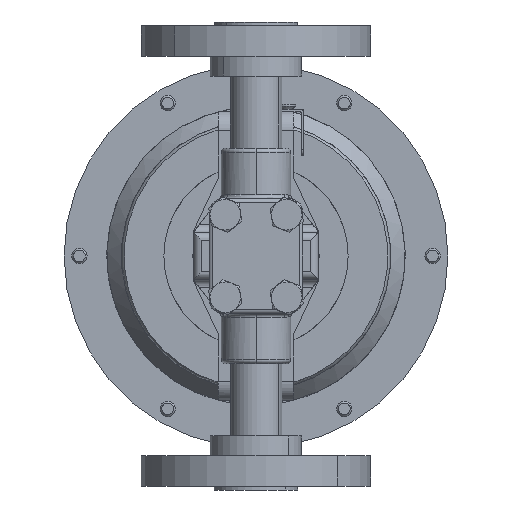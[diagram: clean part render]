
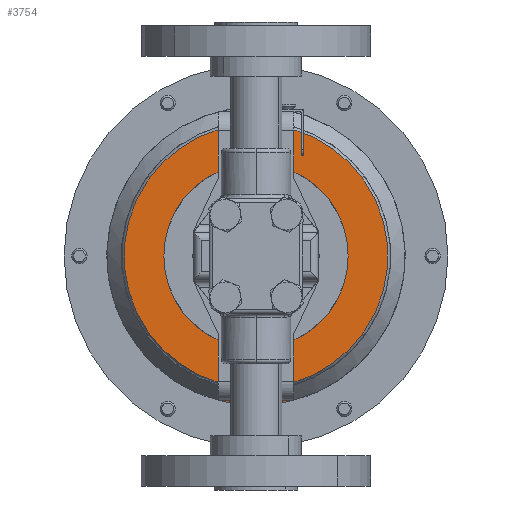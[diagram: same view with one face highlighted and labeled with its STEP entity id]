
A CAD part, front view. The second image highlights one B-rep face of the part: STEP entity #3754.
In plain terms, the highlighted planar face has unit normal (0, -1, 0).
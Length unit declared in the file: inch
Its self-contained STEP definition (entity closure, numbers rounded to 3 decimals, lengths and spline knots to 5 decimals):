
#201 = CARTESIAN_POINT ( 'NONE',  ( 0., 8., 0. ) ) ;
#681 = DIRECTION ( 'NONE',  ( 0., 0., -1. ) ) ;
#773 = ORIENTED_EDGE ( 'NONE', *, *, #24543, .F. ) ;
#1275 = AXIS2_PLACEMENT_3D ( 'NONE', #30292, #18978, #15754 ) ;
#1386 = CARTESIAN_POINT ( 'NONE',  ( -0.585, 8., 2.11301 ) ) ;
#1532 = AXIS2_PLACEMENT_3D ( 'NONE', #26372, #12198, #28738 ) ;
#1596 = CARTESIAN_POINT ( 'NONE',  ( 0., 8., 0. ) ) ;
#2229 = EDGE_CURVE ( 'NONE', #20975, #10482, #2484, .T. ) ;
#2232 = ORIENTED_EDGE ( 'NONE', *, *, #2229, .T. ) ;
#2484 = LINE ( 'NONE', #25570, #25563 ) ;
#2548 = DIRECTION ( 'NONE',  ( -1., 0., 0. ) ) ;
#2859 = PLANE ( 'NONE',  #5297 ) ;
#3024 = VERTEX_POINT ( 'NONE', #7075 ) ;
#3754 = ADVANCED_FACE ( 'NONE', ( #4132, #13661 ), #2859, .F. ) ;
#3989 = DIRECTION ( 'NONE',  ( -1., 0., 0. ) ) ;
#4016 = ORIENTED_EDGE ( 'NONE', *, *, #19320, .T. ) ;
#4132 = FACE_BOUND ( 'NONE', #26733, .T. ) ;
#4851 = VECTOR ( 'NONE', #20391, 39.37008 ) ;
#4976 = VERTEX_POINT ( 'NONE', #9582 ) ;
#5233 = CARTESIAN_POINT ( 'NONE',  ( 0., 8., 0. ) ) ;
#5297 = AXIS2_PLACEMENT_3D ( 'NONE', #27598, #23867, #18049 ) ;
#5585 = LINE ( 'NONE', #1386, #4851 ) ;
#5869 = CARTESIAN_POINT ( 'NONE',  ( 0., 8., -2.4285 ) ) ;
#7033 = CARTESIAN_POINT ( 'NONE',  ( -0.585, 8., -2.35699 ) ) ;
#7075 = CARTESIAN_POINT ( 'NONE',  ( -0.585, 8., 2.06757 ) ) ;
#7244 = CIRCLE ( 'NONE', #13760, 1.5 ) ;
#7576 = EDGE_CURVE ( 'NONE', #10482, #21303, #22063, .T. ) ;
#7580 = DIRECTION ( 'NONE',  ( 0., 0., -1. ) ) ;
#7707 = ORIENTED_EDGE ( 'NONE', *, *, #18890, .F. ) ;
#7862 = CARTESIAN_POINT ( 'NONE',  ( 0.585, 8., 2.11301 ) ) ;
#8181 = DIRECTION ( 'NONE',  ( 0., -1., 0. ) ) ;
#8258 = EDGE_LOOP ( 'NONE', ( #18357, #2232, #14616, #15083, #26174, #4016, #25473, #23682, #21940 ) ) ;
#8523 = CARTESIAN_POINT ( 'NONE',  ( 0., 8., 0. ) ) ;
#8808 = VERTEX_POINT ( 'NONE', #9332 ) ;
#9332 = CARTESIAN_POINT ( 'NONE',  ( 0.585, 8., -2.06757 ) ) ;
#9582 = CARTESIAN_POINT ( 'NONE',  ( 1.5, 8., 0. ) ) ;
#9695 = CARTESIAN_POINT ( 'NONE',  ( -1.5, 8., 0. ) ) ;
#9975 = CIRCLE ( 'NONE', #16211, 1.5 ) ;
#10482 = VERTEX_POINT ( 'NONE', #21145 ) ;
#10894 = DIRECTION ( 'NONE',  ( 0., 0., -1. ) ) ;
#12198 = DIRECTION ( 'NONE',  ( 0., -1., 0. ) ) ;
#12581 = VERTEX_POINT ( 'NONE', #7033 ) ;
#12877 = AXIS2_PLACEMENT_3D ( 'NONE', #22422, #8181, #24795 ) ;
#13268 = CARTESIAN_POINT ( 'NONE',  ( 0.585, 8., -2.35699 ) ) ;
#13661 = FACE_OUTER_BOUND ( 'NONE', #8258, .T. ) ;
#13703 = LINE ( 'NONE', #28993, #24824 ) ;
#13760 = AXIS2_PLACEMENT_3D ( 'NONE', #1596, #18229, #3989 ) ;
#14284 = CIRCLE ( 'NONE', #30633, 2.4285 ) ;
#14470 = EDGE_CURVE ( 'NONE', #15859, #8808, #27412, .T. ) ;
#14616 = ORIENTED_EDGE ( 'NONE', *, *, #7576, .T. ) ;
#14890 = VERTEX_POINT ( 'NONE', #9695 ) ;
#15083 = ORIENTED_EDGE ( 'NONE', *, *, #18406, .T. ) ;
#15754 = DIRECTION ( 'NONE',  ( 0., 0., -1. ) ) ;
#15775 = CARTESIAN_POINT ( 'NONE',  ( 0.585, 8., 2.06757 ) ) ;
#15859 = VERTEX_POINT ( 'NONE', #13268 ) ;
#16211 = AXIS2_PLACEMENT_3D ( 'NONE', #201, #16803, #2548 ) ;
#16803 = DIRECTION ( 'NONE',  ( 0., -1., 0. ) ) ;
#17185 = CIRCLE ( 'NONE', #12877, 2.14874 ) ;
#17447 = VECTOR ( 'NONE', #22106, 39.37008 ) ;
#18049 = DIRECTION ( 'NONE',  ( 0., 0., -1. ) ) ;
#18229 = DIRECTION ( 'NONE',  ( 0., -1., 0. ) ) ;
#18357 = ORIENTED_EDGE ( 'NONE', *, *, #26315, .T. ) ;
#18406 = EDGE_CURVE ( 'NONE', #21303, #3024, #5585, .T. ) ;
#18514 = CIRCLE ( 'NONE', #26820, 2.4285 ) ;
#18890 = EDGE_CURVE ( 'NONE', #14890, #4976, #9975, .T. ) ;
#18978 = DIRECTION ( 'NONE',  ( 0., -1., 0. ) ) ;
#19249 = DIRECTION ( 'NONE',  ( 0., 0., 1. ) ) ;
#19320 = EDGE_CURVE ( 'NONE', #21678, #12581, #13703, .T. ) ;
#20125 = CARTESIAN_POINT ( 'NONE',  ( -0.585, 8., 2.11301 ) ) ;
#20391 = DIRECTION ( 'NONE',  ( 0., 0., -1. ) ) ;
#20424 = CIRCLE ( 'NONE', #1532, 2.14874 ) ;
#20680 = EDGE_CURVE ( 'NONE', #21718, #15859, #18514, .T. ) ;
#20975 = VERTEX_POINT ( 'NONE', #15775 ) ;
#21145 = CARTESIAN_POINT ( 'NONE',  ( 0.585, 8., 2.11301 ) ) ;
#21303 = VERTEX_POINT ( 'NONE', #20125 ) ;
#21678 = VERTEX_POINT ( 'NONE', #24326 ) ;
#21718 = VERTEX_POINT ( 'NONE', #5869 ) ;
#21811 = DIRECTION ( 'NONE',  ( 0., -1., 0. ) ) ;
#21940 = ORIENTED_EDGE ( 'NONE', *, *, #14470, .T. ) ;
#22063 = CIRCLE ( 'NONE', #1275, 2.1925 ) ;
#22106 = DIRECTION ( 'NONE',  ( 0., 0., 1. ) ) ;
#22422 = CARTESIAN_POINT ( 'NONE',  ( 0., 8., 0. ) ) ;
#23682 = ORIENTED_EDGE ( 'NONE', *, *, #20680, .T. ) ;
#23867 = DIRECTION ( 'NONE',  ( 0., 1., 0. ) ) ;
#24326 = CARTESIAN_POINT ( 'NONE',  ( -0.585, 8., -2.06757 ) ) ;
#24505 = EDGE_CURVE ( 'NONE', #12581, #21718, #14284, .T. ) ;
#24543 = EDGE_CURVE ( 'NONE', #4976, #14890, #7244, .T. ) ;
#24795 = DIRECTION ( 'NONE',  ( 0., 0., -1. ) ) ;
#24824 = VECTOR ( 'NONE', #681, 39.37008 ) ;
#25126 = DIRECTION ( 'NONE',  ( 0., -1., 0. ) ) ;
#25473 = ORIENTED_EDGE ( 'NONE', *, *, #24505, .T. ) ;
#25563 = VECTOR ( 'NONE', #19249, 39.37008 ) ;
#25570 = CARTESIAN_POINT ( 'NONE',  ( 0.585, 8., 2.11301 ) ) ;
#26174 = ORIENTED_EDGE ( 'NONE', *, *, #28712, .T. ) ;
#26315 = EDGE_CURVE ( 'NONE', #8808, #20975, #17185, .T. ) ;
#26372 = CARTESIAN_POINT ( 'NONE',  ( 0., 8., 0. ) ) ;
#26733 = EDGE_LOOP ( 'NONE', ( #7707, #773 ) ) ;
#26820 = AXIS2_PLACEMENT_3D ( 'NONE', #5233, #21811, #7580 ) ;
#27412 = LINE ( 'NONE', #7862, #17447 ) ;
#27598 = CARTESIAN_POINT ( 'NONE',  ( -0.46, 8., 0. ) ) ;
#28712 = EDGE_CURVE ( 'NONE', #3024, #21678, #20424, .T. ) ;
#28738 = DIRECTION ( 'NONE',  ( 0., 0., -1. ) ) ;
#28993 = CARTESIAN_POINT ( 'NONE',  ( -0.585, 8., 2.11301 ) ) ;
#30292 = CARTESIAN_POINT ( 'NONE',  ( 0., 8., 0. ) ) ;
#30633 = AXIS2_PLACEMENT_3D ( 'NONE', #8523, #25126, #10894 ) ;
